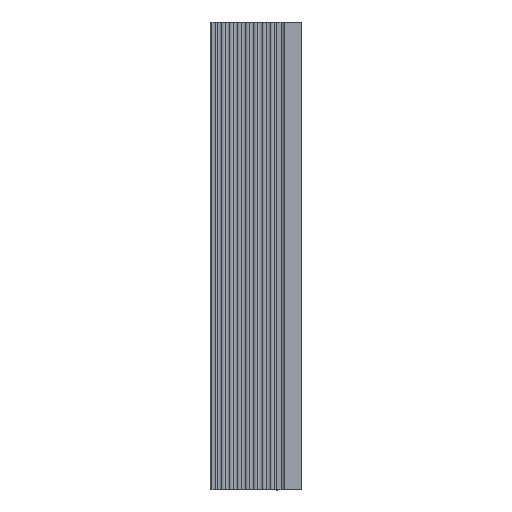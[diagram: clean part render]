
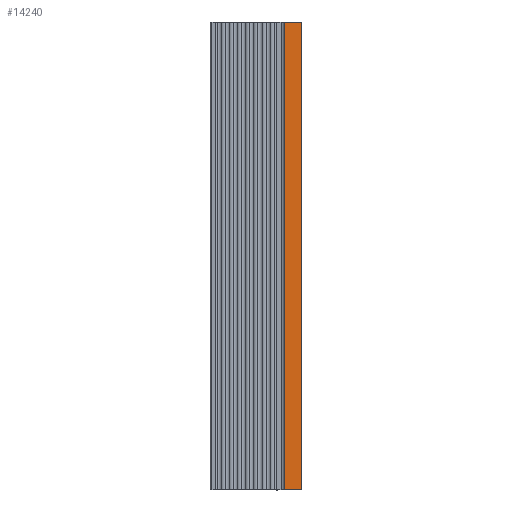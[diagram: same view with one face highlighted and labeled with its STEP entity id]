
A CAD part, front view. The second image highlights one B-rep face of the part: STEP entity #14240.
In plain terms, the highlighted planar face has unit normal (0, -1, 0).
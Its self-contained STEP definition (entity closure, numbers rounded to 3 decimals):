
#1051 = DIRECTION ( 'NONE',  ( 0., 0., -1. ) ) ;
#1052 = DIRECTION ( 'NONE',  ( 0., -1., 0. ) ) ;
#1062 = PLANE ( 'NONE',  #2569 ) ;
#1063 = CARTESIAN_POINT ( 'NONE',  ( 137.658, -227.885, 118.923 ) ) ;
#2569 = AXIS2_PLACEMENT_3D ( 'NONE', #1063, #1052, #1051 ) ;
#4180 = FACE_OUTER_BOUND ( 'NONE', #4467, .T. ) ;
#4467 = EDGE_LOOP ( 'NONE', ( #18067, #18069, #18063, #18062 ) ) ;
#6563 = LINE ( 'NONE', #6923, #6572 ) ;
#6571 = LINE ( 'NONE', #6942, #6581 ) ;
#6572 = VECTOR ( 'NONE', #6924, 1000. ) ;
#6580 = LINE ( 'NONE', #6949, #6585 ) ;
#6581 = VECTOR ( 'NONE', #6943, 1000. ) ;
#6585 = VECTOR ( 'NONE', #6950, 1000. ) ;
#6923 = CARTESIAN_POINT ( 'NONE',  ( 137.658, -227.885, 2.083 ) ) ;
#6924 = DIRECTION ( 'NONE',  ( 1., 0., 0. ) ) ;
#6942 = CARTESIAN_POINT ( 'NONE',  ( 137.658, -227.885, 118.923 ) ) ;
#6943 = DIRECTION ( 'NONE',  ( 0., 0., 1. ) ) ;
#6949 = CARTESIAN_POINT ( 'NONE',  ( 114.798, -227.885, 118.923 ) ) ;
#6950 = DIRECTION ( 'NONE',  ( 1., 0., 0. ) ) ;
#8751 = LINE ( 'NONE', #10085, #8755 ) ;
#8755 = VECTOR ( 'NONE', #10087, 1000. ) ;
#9000 = VERTEX_POINT ( 'NONE', #9551 ) ;
#9002 = VERTEX_POINT ( 'NONE', #9550 ) ;
#9550 = CARTESIAN_POINT ( 'NONE',  ( 133.321, -227.885, 118.923 ) ) ;
#9551 = CARTESIAN_POINT ( 'NONE',  ( 133.321, -227.885, 2.083 ) ) ;
#10085 = CARTESIAN_POINT ( 'NONE',  ( 133.321, -227.885, 118.923 ) ) ;
#10087 = DIRECTION ( 'NONE',  ( 0., 0., -1. ) ) ;
#11135 = CARTESIAN_POINT ( 'NONE',  ( 137.658, -227.885, 118.923 ) ) ;
#11136 = CARTESIAN_POINT ( 'NONE',  ( 137.658, -227.885, 2.083 ) ) ;
#14240 = ADVANCED_FACE ( 'NONE', ( #4180 ), #1062, .T. ) ;
#16542 = EDGE_CURVE ( 'NONE', #9000, #17901, #6563, .T. ) ;
#16549 = EDGE_CURVE ( 'NONE', #17901, #17900, #6571, .T. ) ;
#16552 = EDGE_CURVE ( 'NONE', #9002, #17900, #6580, .T. ) ;
#17666 = EDGE_CURVE ( 'NONE', #9002, #9000, #8751, .T. ) ;
#17900 = VERTEX_POINT ( 'NONE', #11135 ) ;
#17901 = VERTEX_POINT ( 'NONE', #11136 ) ;
#18062 = ORIENTED_EDGE ( 'NONE', *, *, #16549, .T. ) ;
#18063 = ORIENTED_EDGE ( 'NONE', *, *, #16542, .T. ) ;
#18067 = ORIENTED_EDGE ( 'NONE', *, *, #16552, .F. ) ;
#18069 = ORIENTED_EDGE ( 'NONE', *, *, #17666, .T. ) ;
